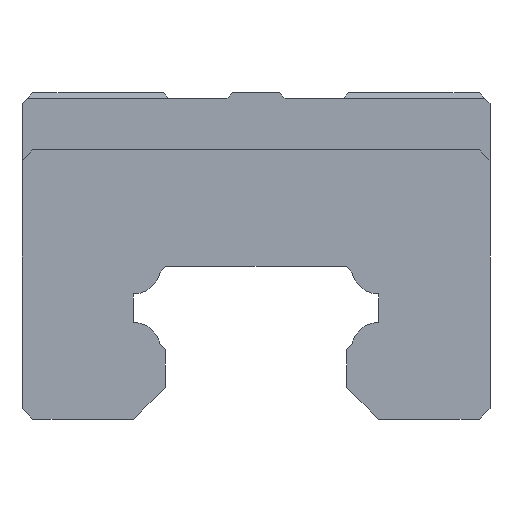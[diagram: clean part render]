
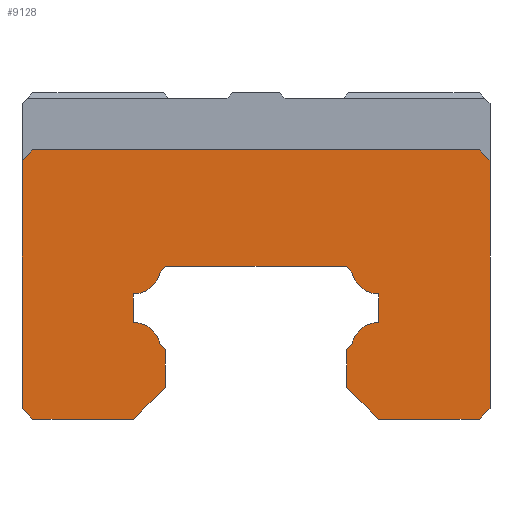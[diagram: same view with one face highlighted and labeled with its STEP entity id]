
A CAD part, front view. The second image highlights one B-rep face of the part: STEP entity #9128.
In plain terms, the highlighted planar face has unit normal (0, -1, 0).
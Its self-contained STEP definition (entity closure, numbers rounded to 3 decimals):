
#31=CIRCLE('',#9431,4.967);
#32=CIRCLE('',#9432,4.967);
#33=CIRCLE('',#9433,4.967);
#34=CIRCLE('',#9434,4.967);
#1136=FACE_OUTER_BOUND('',#1666,.T.);
#1666=EDGE_LOOP('',(#8162,#8163,#8164,#8165,#8166,#8167,#8168,#8169,#8170,
#8171,#8172,#8173,#8174,#8175,#8176,#8177,#8178,#8179,#8180,#8181,#8182,
#8183,#8184,#8185));
#2525=LINE('',#16032,#3434);
#2550=LINE('',#16088,#3459);
#2552=LINE('',#16092,#3461);
#2558=LINE('',#16103,#3467);
#2559=LINE('',#16105,#3468);
#2560=LINE('',#16107,#3469);
#2561=LINE('',#16109,#3470);
#2562=LINE('',#16113,#3471);
#2563=LINE('',#16117,#3472);
#2564=LINE('',#16119,#3473);
#2565=LINE('',#16121,#3474);
#2566=LINE('',#16125,#3475);
#2567=LINE('',#16129,#3476);
#2568=LINE('',#16131,#3477);
#2569=LINE('',#16133,#3478);
#2570=LINE('',#16135,#3479);
#2571=LINE('',#16137,#3480);
#2572=LINE('',#16139,#3481);
#2573=LINE('',#16140,#3482);
#2574=LINE('',#16141,#3483);
#3434=VECTOR('',#10760,10.);
#3459=VECTOR('',#10805,10.);
#3461=VECTOR('',#10809,10.);
#3467=VECTOR('',#10817,10.);
#3468=VECTOR('',#10818,10.);
#3469=VECTOR('',#10819,10.);
#3470=VECTOR('',#10820,10.);
#3471=VECTOR('',#10823,10.);
#3472=VECTOR('',#10826,10.);
#3473=VECTOR('',#10827,10.);
#3474=VECTOR('',#10828,10.);
#3475=VECTOR('',#10831,10.);
#3476=VECTOR('',#10834,10.);
#3477=VECTOR('',#10835,10.);
#3478=VECTOR('',#10836,10.);
#3479=VECTOR('',#10837,10.);
#3480=VECTOR('',#10838,10.);
#3481=VECTOR('',#10839,10.);
#3482=VECTOR('',#10840,10.);
#3483=VECTOR('',#10841,10.);
#4343=VERTEX_POINT('',#16028);
#4345=VERTEX_POINT('',#16031);
#4365=VERTEX_POINT('',#16085);
#4366=VERTEX_POINT('',#16087);
#4367=VERTEX_POINT('',#16091);
#4371=VERTEX_POINT('',#16102);
#4372=VERTEX_POINT('',#16104);
#4373=VERTEX_POINT('',#16106);
#4374=VERTEX_POINT('',#16108);
#4375=VERTEX_POINT('',#16110);
#4376=VERTEX_POINT('',#16112);
#4377=VERTEX_POINT('',#16114);
#4378=VERTEX_POINT('',#16116);
#4379=VERTEX_POINT('',#16118);
#4380=VERTEX_POINT('',#16120);
#4381=VERTEX_POINT('',#16122);
#4382=VERTEX_POINT('',#16124);
#4383=VERTEX_POINT('',#16126);
#4384=VERTEX_POINT('',#16128);
#4385=VERTEX_POINT('',#16130);
#4386=VERTEX_POINT('',#16132);
#4387=VERTEX_POINT('',#16134);
#4388=VERTEX_POINT('',#16136);
#4389=VERTEX_POINT('',#16138);
#5625=EDGE_CURVE('',#4345,#4343,#2525,.T.);
#5650=EDGE_CURVE('',#4365,#4366,#2550,.T.);
#5652=EDGE_CURVE('',#4367,#4366,#2552,.T.);
#5658=EDGE_CURVE('',#4365,#4371,#2558,.T.);
#5659=EDGE_CURVE('',#4371,#4372,#2559,.T.);
#5660=EDGE_CURVE('',#4372,#4373,#2560,.T.);
#5661=EDGE_CURVE('',#4373,#4374,#2561,.T.);
#5662=EDGE_CURVE('',#4374,#4375,#31,.T.);
#5663=EDGE_CURVE('',#4375,#4376,#2562,.T.);
#5664=EDGE_CURVE('',#4376,#4377,#32,.T.);
#5665=EDGE_CURVE('',#4377,#4378,#2563,.T.);
#5666=EDGE_CURVE('',#4378,#4379,#2564,.T.);
#5667=EDGE_CURVE('',#4379,#4380,#2565,.T.);
#5668=EDGE_CURVE('',#4380,#4381,#33,.T.);
#5669=EDGE_CURVE('',#4381,#4382,#2566,.T.);
#5670=EDGE_CURVE('',#4382,#4383,#34,.T.);
#5671=EDGE_CURVE('',#4383,#4384,#2567,.T.);
#5672=EDGE_CURVE('',#4384,#4385,#2568,.T.);
#5673=EDGE_CURVE('',#4385,#4386,#2569,.T.);
#5674=EDGE_CURVE('',#4386,#4387,#2570,.T.);
#5675=EDGE_CURVE('',#4388,#4387,#2571,.T.);
#5676=EDGE_CURVE('',#4388,#4389,#2572,.T.);
#5677=EDGE_CURVE('',#4345,#4389,#2573,.T.);
#5678=EDGE_CURVE('',#4367,#4343,#2574,.T.);
#8162=ORIENTED_EDGE('',*,*,#5650,.F.);
#8163=ORIENTED_EDGE('',*,*,#5658,.T.);
#8164=ORIENTED_EDGE('',*,*,#5659,.T.);
#8165=ORIENTED_EDGE('',*,*,#5660,.T.);
#8166=ORIENTED_EDGE('',*,*,#5661,.T.);
#8167=ORIENTED_EDGE('',*,*,#5662,.T.);
#8168=ORIENTED_EDGE('',*,*,#5663,.T.);
#8169=ORIENTED_EDGE('',*,*,#5664,.T.);
#8170=ORIENTED_EDGE('',*,*,#5665,.T.);
#8171=ORIENTED_EDGE('',*,*,#5666,.T.);
#8172=ORIENTED_EDGE('',*,*,#5667,.T.);
#8173=ORIENTED_EDGE('',*,*,#5668,.T.);
#8174=ORIENTED_EDGE('',*,*,#5669,.T.);
#8175=ORIENTED_EDGE('',*,*,#5670,.T.);
#8176=ORIENTED_EDGE('',*,*,#5671,.T.);
#8177=ORIENTED_EDGE('',*,*,#5672,.T.);
#8178=ORIENTED_EDGE('',*,*,#5673,.T.);
#8179=ORIENTED_EDGE('',*,*,#5674,.T.);
#8180=ORIENTED_EDGE('',*,*,#5675,.F.);
#8181=ORIENTED_EDGE('',*,*,#5676,.T.);
#8182=ORIENTED_EDGE('',*,*,#5677,.F.);
#8183=ORIENTED_EDGE('',*,*,#5625,.T.);
#8184=ORIENTED_EDGE('',*,*,#5678,.F.);
#8185=ORIENTED_EDGE('',*,*,#5652,.T.);
#8652=PLANE('',#9430);
#9128=ADVANCED_FACE('',(#1136),#8652,.T.);
#9430=AXIS2_PLACEMENT_3D('',#16101,#10815,#10816);
#9431=AXIS2_PLACEMENT_3D('',#16111,#10821,#10822);
#9432=AXIS2_PLACEMENT_3D('',#16115,#10824,#10825);
#9433=AXIS2_PLACEMENT_3D('',#16123,#10829,#10830);
#9434=AXIS2_PLACEMENT_3D('',#16127,#10832,#10833);
#10760=DIRECTION('',(-1.,0.,0.));
#10805=DIRECTION('',(-0.707,0.,0.707));
#10809=DIRECTION('',(0.,0.,-1.));
#10815=DIRECTION('center_axis',(0.,-1.,0.));
#10816=DIRECTION('ref_axis',(0.,0.,-1.));
#10817=DIRECTION('',(1.,0.,0.));
#10818=DIRECTION('',(0.707,0.,0.707));
#10819=DIRECTION('',(0.,0.,1.));
#10820=DIRECTION('',(-0.707,0.,0.707));
#10821=DIRECTION('center_axis',(0.,-1.,0.));
#10822=DIRECTION('ref_axis',(0.982,0.,0.191));
#10823=DIRECTION('',(0.,0.,1.));
#10824=DIRECTION('center_axis',(0.,-1.,0.));
#10825=DIRECTION('ref_axis',(-0.02,0.,-1.));
#10826=DIRECTION('',(0.707,0.,0.707));
#10827=DIRECTION('',(1.,0.,0.));
#10828=DIRECTION('',(0.707,0.,-0.707));
#10829=DIRECTION('center_axis',(0.,-1.,0.));
#10830=DIRECTION('ref_axis',(-0.982,0.,-0.191));
#10831=DIRECTION('',(0.,0.,-1.));
#10832=DIRECTION('center_axis',(0.,-1.,0.));
#10833=DIRECTION('ref_axis',(0.02,0.,1.));
#10834=DIRECTION('',(-0.707,0.,-0.707));
#10835=DIRECTION('',(0.,0.,-1.));
#10836=DIRECTION('',(0.707,0.,-0.707));
#10837=DIRECTION('',(1.,0.,0.));
#10838=DIRECTION('',(-0.707,0.,-0.707));
#10839=DIRECTION('',(0.,0.,1.));
#10840=DIRECTION('',(0.707,0.,-0.707));
#10841=DIRECTION('',(0.707,0.,0.707));
#16028=CARTESIAN_POINT('',(-41.,-69.5,59.5));
#16031=CARTESIAN_POINT('',(41.,-69.5,59.5));
#16032=CARTESIAN_POINT('',(43.,-69.5,59.5));
#16085=CARTESIAN_POINT('',(-41.,-69.5,10.));
#16087=CARTESIAN_POINT('',(-43.,-69.5,12.));
#16088=CARTESIAN_POINT('',(-37.812,-69.5,6.812));
#16091=CARTESIAN_POINT('',(-43.,-69.5,57.5));
#16092=CARTESIAN_POINT('',(-43.,-69.5,70.));
#16101=CARTESIAN_POINT('Origin',(0.,-69.5,36.25));
#16102=CARTESIAN_POINT('',(-22.508,-69.5,10.));
#16103=CARTESIAN_POINT('',(-43.,-69.5,10.));
#16104=CARTESIAN_POINT('',(-16.633,-69.5,15.875));
#16105=CARTESIAN_POINT('',(-22.508,-69.5,10.));
#16106=CARTESIAN_POINT('',(-16.633,-69.5,22.759));
#16107=CARTESIAN_POINT('',(-16.633,-69.5,15.875));
#16108=CARTESIAN_POINT('',(-17.625,-69.5,23.751));
#16109=CARTESIAN_POINT('',(-16.633,-69.5,22.759));
#16110=CARTESIAN_POINT('',(-22.6,-69.5,27.766));
#16111=CARTESIAN_POINT('Origin',(-22.5,-69.5,22.8));
#16112=CARTESIAN_POINT('',(-22.6,-69.5,33.034));
#16113=CARTESIAN_POINT('',(-22.6,-69.5,27.766));
#16114=CARTESIAN_POINT('',(-17.625,-69.5,37.049));
#16115=CARTESIAN_POINT('Origin',(-22.5,-69.5,38.));
#16116=CARTESIAN_POINT('',(-16.574,-69.5,38.1));
#16117=CARTESIAN_POINT('',(-17.625,-69.5,37.049));
#16118=CARTESIAN_POINT('',(16.574,-69.5,38.1));
#16119=CARTESIAN_POINT('',(-16.574,-69.5,38.1));
#16120=CARTESIAN_POINT('',(17.625,-69.5,37.049));
#16121=CARTESIAN_POINT('',(16.574,-69.5,38.1));
#16122=CARTESIAN_POINT('',(22.6,-69.5,33.034));
#16123=CARTESIAN_POINT('Origin',(22.5,-69.5,38.));
#16124=CARTESIAN_POINT('',(22.6,-69.5,27.766));
#16125=CARTESIAN_POINT('',(22.6,-69.5,33.034));
#16126=CARTESIAN_POINT('',(17.625,-69.5,23.751));
#16127=CARTESIAN_POINT('Origin',(22.5,-69.5,22.8));
#16128=CARTESIAN_POINT('',(16.633,-69.5,22.759));
#16129=CARTESIAN_POINT('',(17.625,-69.5,23.751));
#16130=CARTESIAN_POINT('',(16.633,-69.5,15.875));
#16131=CARTESIAN_POINT('',(16.633,-69.5,22.759));
#16132=CARTESIAN_POINT('',(22.508,-69.5,10.));
#16133=CARTESIAN_POINT('',(16.633,-69.5,15.875));
#16134=CARTESIAN_POINT('',(41.,-69.5,10.));
#16135=CARTESIAN_POINT('',(22.508,-69.5,10.));
#16136=CARTESIAN_POINT('',(43.,-69.5,12.));
#16137=CARTESIAN_POINT('',(37.812,-69.5,6.812));
#16138=CARTESIAN_POINT('',(43.,-69.5,57.5));
#16139=CARTESIAN_POINT('',(43.,-69.5,10.));
#16140=CARTESIAN_POINT('',(37.063,-69.5,63.437));
#16141=CARTESIAN_POINT('',(-37.063,-69.5,63.437));
